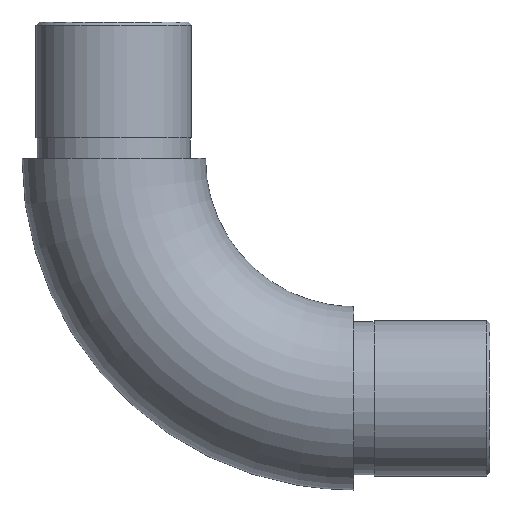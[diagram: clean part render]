
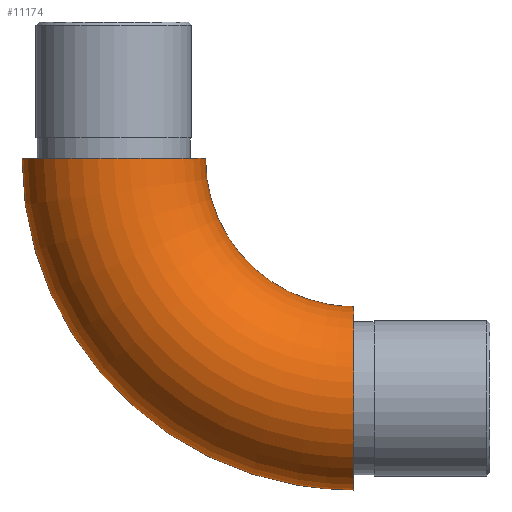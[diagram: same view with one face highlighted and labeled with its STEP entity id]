
A CAD part, left-side view. The second image highlights one B-rep face of the part: STEP entity #11174.
In plain terms, the highlighted toroidal (fillet/blend) face has major radius 35.15 mm and minor radius 13.45 mm.
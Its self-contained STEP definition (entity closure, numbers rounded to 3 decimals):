
#166 = VERTEX_POINT ( 'NONE', #767 ) ;
#476 = VERTEX_POINT ( 'NONE', #7169 ) ;
#767 = CARTESIAN_POINT ( 'NONE',  ( 0., 21.7, 48.6 ) ) ;
#1274 = DIRECTION ( 'NONE',  ( -1., 0., 0. ) ) ;
#1344 = CIRCLE ( 'NONE', #7340, 13.45 ) ;
#1770 = CARTESIAN_POINT ( 'NONE',  ( 0., 35.15, 48.6 ) ) ;
#1815 = EDGE_LOOP ( 'NONE', ( #5989 ) ) ;
#3563 = FACE_OUTER_BOUND ( 'NONE', #1815, .T. ) ;
#4102 = CIRCLE ( 'NONE', #8828, 13.45 ) ;
#4562 = CARTESIAN_POINT ( 'NONE',  ( 0., 0., 13.45 ) ) ;
#5428 = DIRECTION ( 'NONE',  ( 0., 0., 1. ) ) ;
#5989 = ORIENTED_EDGE ( 'NONE', *, *, #6224, .F. ) ;
#6224 = EDGE_CURVE ( 'NONE', #166, #166, #4102, .T. ) ;
#6960 = ORIENTED_EDGE ( 'NONE', *, *, #8448, .T. ) ;
#7169 = CARTESIAN_POINT ( 'NONE',  ( 0., 0., 26.9 ) ) ;
#7340 = AXIS2_PLACEMENT_3D ( 'NONE', #4562, #9009, #5428 ) ;
#7515 = TOROIDAL_SURFACE ( 'NONE', #10219, 35.15, 13.45 ) ;
#8060 = DIRECTION ( 'NONE',  ( 0., -1., 0. ) ) ;
#8448 = EDGE_CURVE ( 'NONE', #476, #476, #1344, .T. ) ;
#8772 = FACE_OUTER_BOUND ( 'NONE', #9301, .T. ) ;
#8828 = AXIS2_PLACEMENT_3D ( 'NONE', #1770, #10742, #8060 ) ;
#9009 = DIRECTION ( 'NONE',  ( 0., 1., 0. ) ) ;
#9301 = EDGE_LOOP ( 'NONE', ( #6960 ) ) ;
#9357 = DIRECTION ( 'NONE',  ( 0., 0., 1. ) ) ;
#10219 = AXIS2_PLACEMENT_3D ( 'NONE', #11262, #1274, #9357 ) ;
#10742 = DIRECTION ( 'NONE',  ( 0., 0., 1. ) ) ;
#11174 = ADVANCED_FACE ( 'NONE', ( #3563, #8772 ), #7515, .T. ) ;
#11262 = CARTESIAN_POINT ( 'NONE',  ( 0., 0., 48.6 ) ) ;
